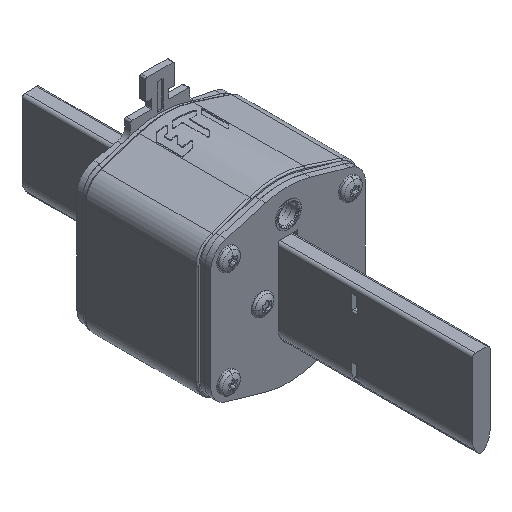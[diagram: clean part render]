
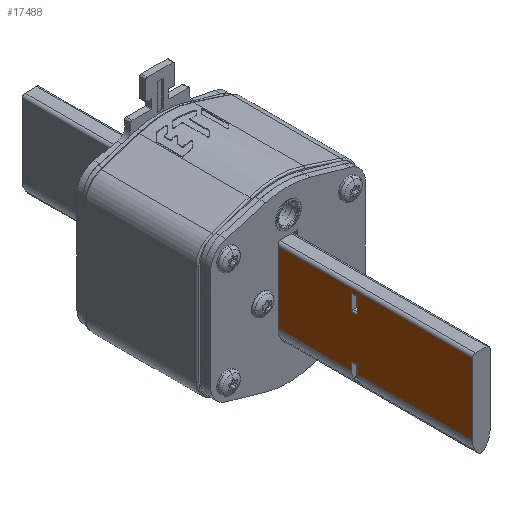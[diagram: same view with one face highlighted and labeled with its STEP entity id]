
A CAD part, isometric view. The second image highlights one B-rep face of the part: STEP entity #17488.
In plain terms, the highlighted face is planar.
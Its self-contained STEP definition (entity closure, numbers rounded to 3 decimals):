
#16626=DIRECTION('',(0.,0.,1.));
#16627=VECTOR('',#16626,68.5);
#16628=CARTESIAN_POINT('',(2.95,-1.,0.));
#16629=LINE('',#16628,#16627);
#16634=DIRECTION('',(0.,-1.,0.));
#16635=VECTOR('',#16634,2.8);
#16636=CARTESIAN_POINT('',(2.95,-22.2,
40.6));
#16637=LINE('',#16636,#16635);
#16638=DIRECTION('',(0.,-1.,0.));
#16639=VECTOR('',#16638,24.);
#16640=CARTESIAN_POINT('',(2.95,-1.,0.));
#16641=LINE('',#16640,#16639);
#16642=DIRECTION('',(0.,1.,0.));
#16643=VECTOR('',#16642,2.8);
#16644=CARTESIAN_POINT('',(2.95,-25.,38.6));
#16645=LINE('',#16644,#16643);
#16646=DIRECTION('',(0.,1.,0.));
#16647=VECTOR('',#16646,5.6);
#16648=CARTESIAN_POINT('',(2.95,-7.8,
38.6));
#16649=LINE('',#16648,#16647);
#16650=DIRECTION('',(0.,-1.,0.));
#16651=VECTOR('',#16650,5.6);
#16652=CARTESIAN_POINT('',(2.95,-2.2,
40.6));
#16653=LINE('',#16652,#16651);
#16658=DIRECTION('',(0.,0.,-1.));
#16659=VECTOR('',#16658,2.);
#16660=CARTESIAN_POINT('',(2.95,-22.2,
40.6));
#16661=LINE('',#16660,#16659);
#16721=DIRECTION('',(0.,0.,-1.));
#16722=VECTOR('',#16721,38.6);
#16723=CARTESIAN_POINT('',(2.95,-25.,38.6));
#16724=LINE('',#16723,#16722);
#16729=DIRECTION('',(0.,0.,-1.));
#16730=VECTOR('',#16729,27.9);
#16731=CARTESIAN_POINT('',(2.95,-25.,68.5));
#16732=LINE('',#16731,#16730);
#16975=DIRECTION('',(0.,-1.,0.));
#16976=VECTOR('',#16975,24.);
#16977=CARTESIAN_POINT('',(2.95,-1.,68.5));
#16978=LINE('',#16977,#16976);
#17143=DIRECTION('',(0.,0.,1.));
#17144=VECTOR('',#17143,2.);
#17145=CARTESIAN_POINT('',(2.95,-7.8,
38.6));
#17146=LINE('',#17145,#17144);
#17197=DIRECTION('',(0.,0.,-1.));
#17198=VECTOR('',#17197,2.);
#17199=CARTESIAN_POINT('',(2.95,-2.2,
40.6));
#17200=LINE('',#17199,#17198);
#17263=CARTESIAN_POINT('',(2.95,-1.,0.));
#17265=VERTEX_POINT('',#17263);
#17281=CARTESIAN_POINT('',(2.95,-25.,0.));
#17282=VERTEX_POINT('',#17281);
#17283=CARTESIAN_POINT('',(2.95,-1.,68.5));
#17284=VERTEX_POINT('',#17283);
#17287=CARTESIAN_POINT('',(2.95,-22.2,
40.6));
#17288=CARTESIAN_POINT('',(2.95,-22.2,
38.6));
#17289=VERTEX_POINT('',#17287);
#17290=VERTEX_POINT('',#17288);
#17291=CARTESIAN_POINT('',(2.95,-25.,40.6));
#17292=VERTEX_POINT('',#17291);
#17293=CARTESIAN_POINT('',(2.95,-25.,68.5));
#17294=VERTEX_POINT('',#17293);
#17295=CARTESIAN_POINT('',(2.95,-25.,38.6));
#17296=VERTEX_POINT('',#17295);
#17297=CARTESIAN_POINT('',(2.95,-7.8,
38.6));
#17298=CARTESIAN_POINT('',(2.95,-7.8,
40.6));
#17299=VERTEX_POINT('',#17297);
#17300=VERTEX_POINT('',#17298);
#17301=CARTESIAN_POINT('',(2.95,-2.2,
38.6));
#17302=VERTEX_POINT('',#17301);
#17303=CARTESIAN_POINT('',(2.95,-2.2,
40.6));
#17304=VERTEX_POINT('',#17303);
#17457=CARTESIAN_POINT('',(2.95,-25.,0.));
#17458=DIRECTION('',(1.,0.,0.));
#17459=DIRECTION('',(0.,1.,0.));
#17460=AXIS2_PLACEMENT_3D('',#17457,#17458,#17459);
#17461=PLANE('',#17460);
#17463=ORIENTED_EDGE('',*,*,#17462,.F.);
#17465=ORIENTED_EDGE('',*,*,#17464,.T.);
#17467=ORIENTED_EDGE('',*,*,#17466,.F.);
#17469=ORIENTED_EDGE('',*,*,#17468,.F.);
#17470=ORIENTED_EDGE('',*,*,#17441,.F.);
#17471=ORIENTED_EDGE('',*,*,#17423,.T.);
#17473=ORIENTED_EDGE('',*,*,#17472,.F.);
#17475=ORIENTED_EDGE('',*,*,#17474,.T.);
#17476=EDGE_LOOP('',(#17463,#17465,#17467,#17469,#17470,#17471,#17473,#17475));
#17477=FACE_OUTER_BOUND('',#17476,.F.);
#17479=ORIENTED_EDGE('',*,*,#17478,.F.);
#17481=ORIENTED_EDGE('',*,*,#17480,.T.);
#17483=ORIENTED_EDGE('',*,*,#17482,.F.);
#17485=ORIENTED_EDGE('',*,*,#17484,.T.);
#17486=EDGE_LOOP('',(#17479,#17481,#17483,#17485));
#17487=FACE_BOUND('',#17486,.F.);
#17423=EDGE_CURVE('',#17265,#17282,#16641,.T.);
#17441=EDGE_CURVE('',#17265,#17284,#16629,.T.);
#17462=EDGE_CURVE('',#17289,#17290,#16661,.T.);
#17464=EDGE_CURVE('',#17289,#17292,#16637,.T.);
#17466=EDGE_CURVE('',#17294,#17292,#16732,.T.);
#17468=EDGE_CURVE('',#17284,#17294,#16978,.T.);
#17472=EDGE_CURVE('',#17296,#17282,#16724,.T.);
#17474=EDGE_CURVE('',#17296,#17290,#16645,.T.);
#17478=EDGE_CURVE('',#17299,#17300,#17146,.T.);
#17480=EDGE_CURVE('',#17299,#17302,#16649,.T.);
#17482=EDGE_CURVE('',#17304,#17302,#17200,.T.);
#17484=EDGE_CURVE('',#17304,#17300,#16653,.T.);
#17488=ADVANCED_FACE('',(#17477,#17487),#17461,.T.);
